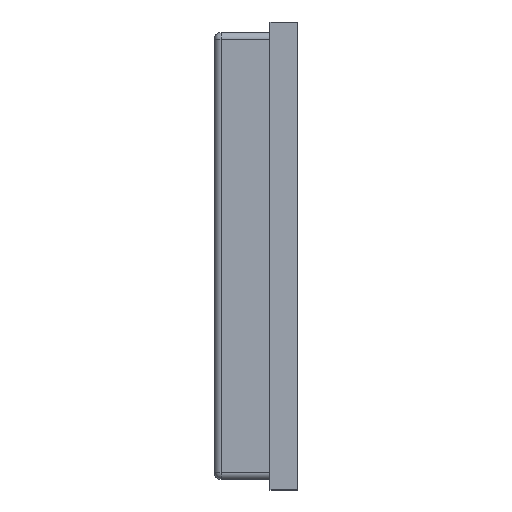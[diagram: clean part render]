
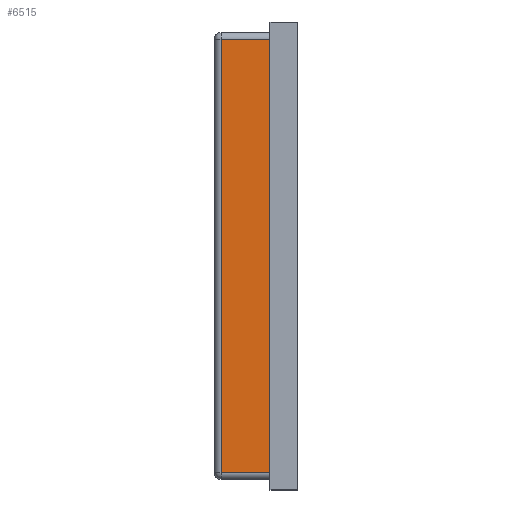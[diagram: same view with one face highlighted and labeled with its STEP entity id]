
A CAD part, left-side view. The second image highlights one B-rep face of the part: STEP entity #6515.
In plain terms, the highlighted planar face has unit normal (-1, 0, 0).
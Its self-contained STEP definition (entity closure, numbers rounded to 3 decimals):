
#62 = VERTEX_POINT ( 'NONE', #2370 ) ;
#120 = CARTESIAN_POINT ( 'NONE',  ( -6.8, 2.2, 6.2 ) ) ;
#150 = CARTESIAN_POINT ( 'NONE',  ( -6.8, 27.709, 6.2 ) ) ;
#427 = LINE ( 'NONE', #8999, #2473 ) ;
#482 = EDGE_CURVE ( 'NONE', #5580, #3758, #10029, .T. ) ;
#1046 = EDGE_CURVE ( 'NONE', #62, #5580, #4884, .T. ) ;
#1548 = PLANE ( 'NONE',  #11307 ) ;
#1702 = CARTESIAN_POINT ( 'NONE',  ( -6.8, 0.8, 6.2 ) ) ;
#1714 = ORIENTED_EDGE ( 'NONE', *, *, #482, .T. ) ;
#1825 = DIRECTION ( 'NONE',  ( 0., 0., 1. ) ) ;
#1906 = DIRECTION ( 'NONE',  ( 0., 1., 0. ) ) ;
#2370 = CARTESIAN_POINT ( 'NONE',  ( -6.8, 2.2, -6.2 ) ) ;
#2473 = VECTOR ( 'NONE', #3762, 1000. ) ;
#2907 = VECTOR ( 'NONE', #1906, 1000. ) ;
#2914 = ORIENTED_EDGE ( 'NONE', *, *, #11066, .T. ) ;
#3238 = VECTOR ( 'NONE', #1825, 1000. ) ;
#3758 = VERTEX_POINT ( 'NONE', #1702 ) ;
#3762 = DIRECTION ( 'NONE',  ( 0., 0., -1. ) ) ;
#4884 = LINE ( 'NONE', #7576, #10016 ) ;
#5537 = LINE ( 'NONE', #150, #2907 ) ;
#5580 = VERTEX_POINT ( 'NONE', #7244 ) ;
#6515 = ADVANCED_FACE ( 'NONE', ( #7986 ), #1548, .F. ) ;
#7244 = CARTESIAN_POINT ( 'NONE',  ( -6.8, 0.8, -6.2 ) ) ;
#7391 = ORIENTED_EDGE ( 'NONE', *, *, #9660, .T. ) ;
#7576 = CARTESIAN_POINT ( 'NONE',  ( -6.8, 27.709, -6.2 ) ) ;
#7986 = FACE_OUTER_BOUND ( 'NONE', #8203, .T. ) ;
#8011 = VERTEX_POINT ( 'NONE', #120 ) ;
#8203 = EDGE_LOOP ( 'NONE', ( #7391, #9889, #1714, #2914 ) ) ;
#8999 = CARTESIAN_POINT ( 'NONE',  ( -6.8, 2.2, -6.4 ) ) ;
#9514 = CARTESIAN_POINT ( 'NONE',  ( -6.8, 27.709, 6.4 ) ) ;
#9660 = EDGE_CURVE ( 'NONE', #8011, #62, #427, .T. ) ;
#9889 = ORIENTED_EDGE ( 'NONE', *, *, #1046, .T. ) ;
#10016 = VECTOR ( 'NONE', #11028, 1000. ) ;
#10029 = LINE ( 'NONE', #11432, #3238 ) ;
#11028 = DIRECTION ( 'NONE',  ( 0., -1., 0. ) ) ;
#11066 = EDGE_CURVE ( 'NONE', #3758, #8011, #5537, .T. ) ;
#11269 = DIRECTION ( 'NONE',  ( 1., 0., 0. ) ) ;
#11307 = AXIS2_PLACEMENT_3D ( 'NONE', #9514, #11269, #11346 ) ;
#11346 = DIRECTION ( 'NONE',  ( 0., 0., -1. ) ) ;
#11432 = CARTESIAN_POINT ( 'NONE',  ( -6.8, 0.8, 6.4 ) ) ;
